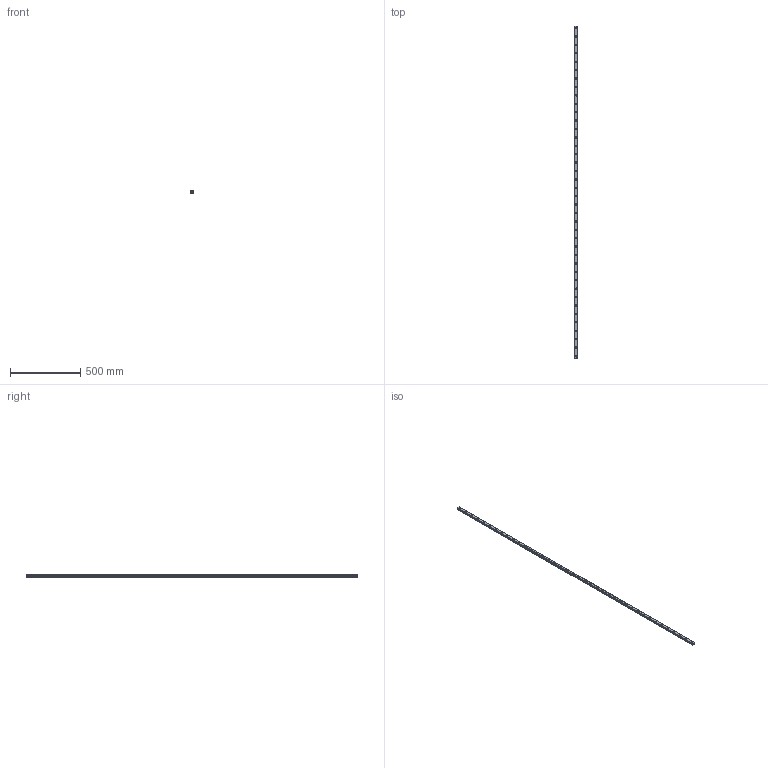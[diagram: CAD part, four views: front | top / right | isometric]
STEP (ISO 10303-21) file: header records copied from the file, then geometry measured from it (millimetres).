
FILE_DESCRIPTION(('STEP AP214'),'1');
FILE_NAME('cctmp_F3BE74F5-BF6A-4862-9E35-4775126D5AA4_2021_02_04_08_47_52_0871..stp','2021-02-04T07:47:53',('HIWIN GmbH'),('CADClick - www.CADClick.com'),'Spatial InterOp 3D',' ','unknown authorization');
FILE_SCHEMA(('AUTOMOTIVE_DESIGN'));
Length unit declared in the file: millimetre
Products named in the file (1): EGR20R2370C_FILE
Bounding box: 20 x 2370 x 15.5 mm (x, y, z)
Volume: 635634.3 mm3; surface area: 189837 mm2
Topology: 1 solids, 1 shells, 583 faces, 1331 edges, 834 vertices
Faces by surface type: plane 325, cylinder 258
Entity records: 21189 total; most frequent: DIRECTION 3175, CARTESIAN_POINT 2749, ORIENTED_EDGE 2662, EDGE_CURVE 1331, AXIS2_PLACEMENT_3D 1260, VERTEX_POINT 834, EDGE_LOOP 667, LINE 655
